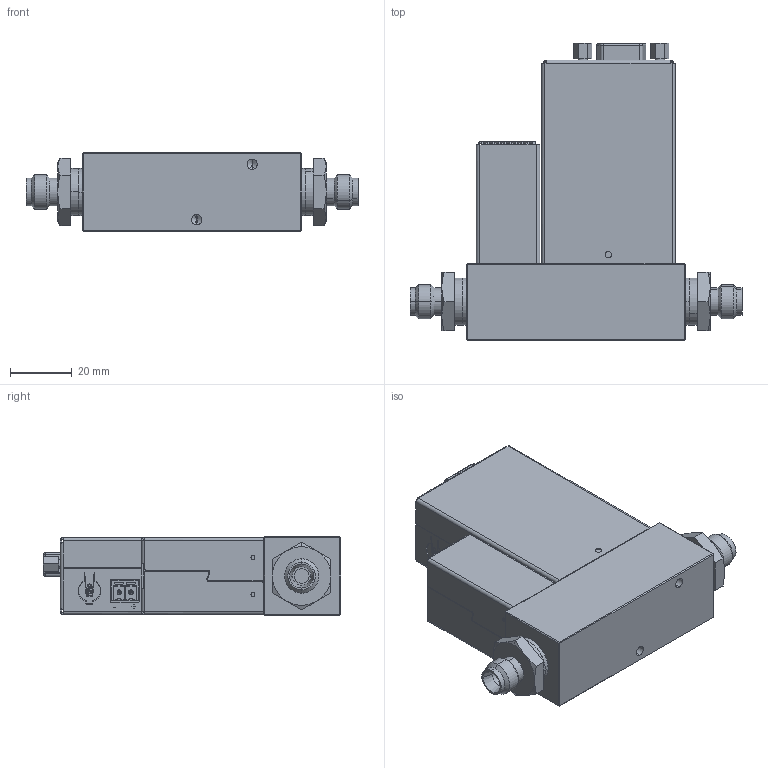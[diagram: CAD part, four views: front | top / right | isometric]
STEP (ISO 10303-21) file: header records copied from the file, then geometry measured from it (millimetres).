
FILE_DESCRIPTION (( 'STEP AP214' ), '1' );
FILE_NAME ('MF1-Controller-SW-PROFIBUS[MF1CgggrrrS4s0].STEP', '2013-02-07T00:08:20', ( '' ), ( '' ), 'SwSTEP 2.0', 'SolidWorks 2011', '' );
FILE_SCHEMA (( 'AUTOMOTIVE_DESIGN' ));
Length unit declared in the file: millimetre
Products named in the file (1): MF1-Controller-SW-PROFIBUS[MF1CgggrrrS4s0]
Bounding box: 107.63 x 96.5 x 25.4 mm (x, y, z)
Volume: 120999.8 mm3; surface area: 32794 mm2
Topology: 1 solids, 13 shells, 1410 faces, 4542 edges, 3328 vertices
Faces by surface type: plane 961, cylinder 368, cone 60, bspline 21
Entity records: 74898 total; most frequent: CARTESIAN_POINT 19161, ORIENTED_EDGE 9036, DIRECTION 7433, EDGE_CURVE 4518, VERTEX_POINT 3328, VECTOR 2953, LINE 2953, AXIS2_PLACEMENT_3D 2240
